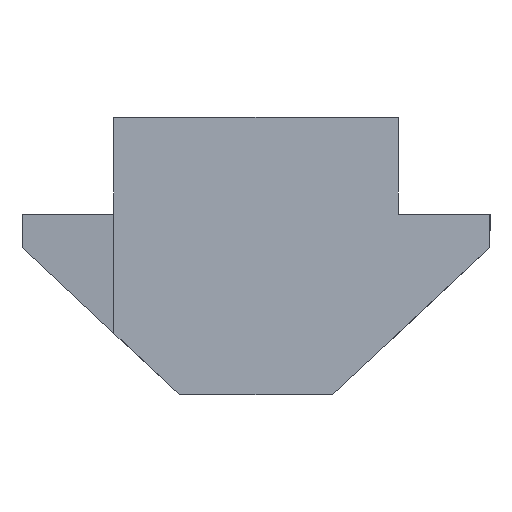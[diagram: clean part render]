
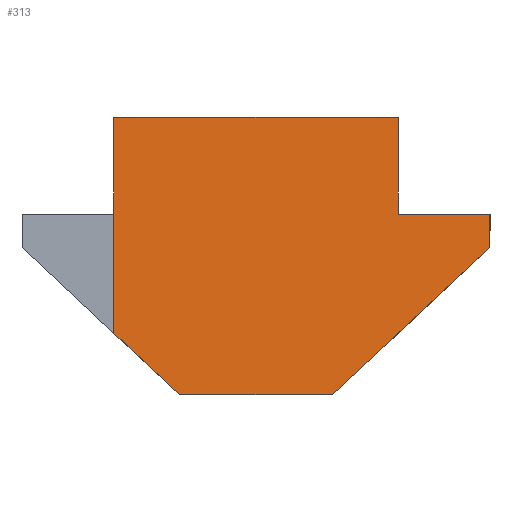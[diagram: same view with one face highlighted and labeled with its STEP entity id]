
A CAD part, front view. The second image highlights one B-rep face of the part: STEP entity #313.
In plain terms, the highlighted planar face has unit normal (0.707, -0.707, 0).
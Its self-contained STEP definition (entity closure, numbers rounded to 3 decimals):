
#11 = CARTESIAN_POINT ( 'NONE',  ( -4.25, -9.5, -5.4 ) ) ;
#17 = VERTEX_POINT ( 'NONE', #124 ) ;
#20 = FACE_OUTER_BOUND ( 'NONE', #252, .T. ) ;
#21 = CARTESIAN_POINT ( 'NONE',  ( 4.25, -1., 2.9 ) ) ;
#22 = LINE ( 'NONE', #443, #365 ) ;
#27 = CARTESIAN_POINT ( 'NONE',  ( -2.282, -7.532, -5.4 ) ) ;
#28 = LINE ( 'NONE', #271, #557 ) ;
#30 = VECTOR ( 'NONE', #379, 1000. ) ;
#39 = EDGE_CURVE ( 'NONE', #17, #89, #508, .T. ) ;
#56 = DIRECTION ( 'NONE',  ( 0., 0., -1. ) ) ;
#69 = LINE ( 'NONE', #21, #30 ) ;
#70 = VERTEX_POINT ( 'NONE', #128 ) ;
#77 = CARTESIAN_POINT ( 'NONE',  ( 7., 1.75, -1. ) ) ;
#83 = ORIENTED_EDGE ( 'NONE', *, *, #113, .T. ) ;
#86 = CARTESIAN_POINT ( 'NONE',  ( 7., 1.75, -5.4 ) ) ;
#89 = VERTEX_POINT ( 'NONE', #188 ) ;
#92 = EDGE_CURVE ( 'NONE', #70, #449, #429, .T. ) ;
#94 = EDGE_CURVE ( 'NONE', #154, #488, #28, .T. ) ;
#95 = DIRECTION ( 'NONE',  ( 0., 0., -1. ) ) ;
#96 = VECTOR ( 'NONE', #95, 1000. ) ;
#107 = VECTOR ( 'NONE', #493, 1000. ) ;
#113 = EDGE_CURVE ( 'NONE', #154, #437, #307, .T. ) ;
#115 = VECTOR ( 'NONE', #216, 1000. ) ;
#116 = CARTESIAN_POINT ( 'NONE',  ( -4.25, -9.5, -3.565 ) ) ;
#124 = CARTESIAN_POINT ( 'NONE',  ( 7., 1.75, 0. ) ) ;
#128 = CARTESIAN_POINT ( 'NONE',  ( 4.25, -1., 2.9 ) ) ;
#154 = VERTEX_POINT ( 'NONE', #273 ) ;
#158 = CARTESIAN_POINT ( 'NONE',  ( 4.25, -1., 0. ) ) ;
#176 = ORIENTED_EDGE ( 'NONE', *, *, #293, .F. ) ;
#177 = ORIENTED_EDGE ( 'NONE', *, *, #92, .F. ) ;
#185 = DIRECTION ( 'NONE',  ( 0., 0., 1. ) ) ;
#188 = CARTESIAN_POINT ( 'NONE',  ( 7., 1.75, -1. ) ) ;
#193 = ORIENTED_EDGE ( 'NONE', *, *, #94, .F. ) ;
#196 = CARTESIAN_POINT ( 'NONE',  ( 7., 1.75, 0. ) ) ;
#197 = ORIENTED_EDGE ( 'NONE', *, *, #525, .F. ) ;
#207 = CARTESIAN_POINT ( 'NONE',  ( 2.282, -2.968, -5.4 ) ) ;
#211 = VECTOR ( 'NONE', #56, 1000. ) ;
#216 = DIRECTION ( 'NONE',  ( 0., 0., -1. ) ) ;
#234 = DIRECTION ( 'NONE',  ( -0.707, -0.707, 0. ) ) ;
#245 = LINE ( 'NONE', #422, #291 ) ;
#252 = EDGE_LOOP ( 'NONE', ( #279, #193, #83, #366, #197, #464, #445, #176, #177 ) ) ;
#271 = CARTESIAN_POINT ( 'NONE',  ( -4.25, -9.5, 0. ) ) ;
#273 = CARTESIAN_POINT ( 'NONE',  ( -4.25, -9.5, 0. ) ) ;
#279 = ORIENTED_EDGE ( 'NONE', *, *, #408, .T. ) ;
#291 = VECTOR ( 'NONE', #336, 1000. ) ;
#293 = EDGE_CURVE ( 'NONE', #449, #17, #343, .T. ) ;
#295 = CARTESIAN_POINT ( 'NONE',  ( -4.25, -9.5, 2.9 ) ) ;
#296 = DIRECTION ( 'NONE',  ( -0.707, -0.707, 0. ) ) ;
#307 = LINE ( 'NONE', #11, #96 ) ;
#313 = ADVANCED_FACE ( 'NONE', ( #20 ), #491, .F. ) ;
#327 = EDGE_CURVE ( 'NONE', #339, #437, #245, .T. ) ;
#329 = VERTEX_POINT ( 'NONE', #207 ) ;
#336 = DIRECTION ( 'NONE',  ( -0.59, -0.59, 0.551 ) ) ;
#339 = VERTEX_POINT ( 'NONE', #27 ) ;
#343 = LINE ( 'NONE', #196, #107 ) ;
#365 = VECTOR ( 'NONE', #296, 1000. ) ;
#366 = ORIENTED_EDGE ( 'NONE', *, *, #327, .F. ) ;
#369 = CARTESIAN_POINT ( 'NONE',  ( 7., 1.75, -5.4 ) ) ;
#379 = DIRECTION ( 'NONE',  ( -0.707, -0.707, 0. ) ) ;
#387 = DIRECTION ( 'NONE',  ( -0.59, -0.59, -0.551 ) ) ;
#396 = LINE ( 'NONE', #77, #407 ) ;
#407 = VECTOR ( 'NONE', #387, 1000. ) ;
#408 = EDGE_CURVE ( 'NONE', #70, #488, #69, .T. ) ;
#419 = DIRECTION ( 'NONE',  ( -0.707, 0.707, 0. ) ) ;
#422 = CARTESIAN_POINT ( 'NONE',  ( -2.282, -7.532, -5.4 ) ) ;
#429 = LINE ( 'NONE', #480, #211 ) ;
#437 = VERTEX_POINT ( 'NONE', #116 ) ;
#443 = CARTESIAN_POINT ( 'NONE',  ( 2.282, -2.968, -5.4 ) ) ;
#445 = ORIENTED_EDGE ( 'NONE', *, *, #39, .F. ) ;
#449 = VERTEX_POINT ( 'NONE', #158 ) ;
#464 = ORIENTED_EDGE ( 'NONE', *, *, #490, .F. ) ;
#469 = AXIS2_PLACEMENT_3D ( 'NONE', #369, #419, #234 ) ;
#480 = CARTESIAN_POINT ( 'NONE',  ( 4.25, -1., 2.9 ) ) ;
#488 = VERTEX_POINT ( 'NONE', #295 ) ;
#490 = EDGE_CURVE ( 'NONE', #89, #329, #396, .T. ) ;
#491 = PLANE ( 'NONE',  #469 ) ;
#493 = DIRECTION ( 'NONE',  ( 0.707, 0.707, 0. ) ) ;
#508 = LINE ( 'NONE', #86, #115 ) ;
#525 = EDGE_CURVE ( 'NONE', #329, #339, #22, .T. ) ;
#557 = VECTOR ( 'NONE', #185, 1000. ) ;
